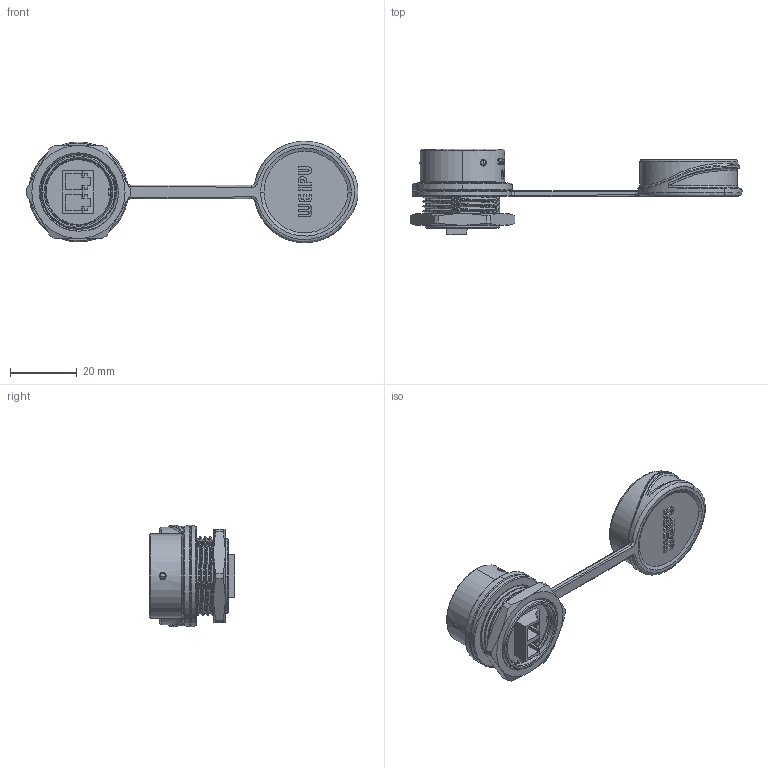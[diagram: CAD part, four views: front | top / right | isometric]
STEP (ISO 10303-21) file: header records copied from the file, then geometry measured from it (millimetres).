
FILE_DESCRIPTION((''),'2;1');
FILE_NAME('SF2412-RJ45_ASM_14_ASM_2_ASM','2025-07-12T09:42:38',('Administrator'),(''),'CREO PARAMETRIC BY PTC INC, 2018050','CREO PARAMETRIC BY PTC INC, 2018050','');
FILE_SCHEMA(('CONFIG_CONTROL_DESIGN','SHAPE_APPEARANCE_LAYERS_GROUPS'));
Length unit declared in the file: millimetre
Products named in the file (7): SA24-ZI_35_1_1; SA24-ZI_35_2_1; SA24-ZI_35_3_1; SA24-ZI_35_4_1; SF24-ZI_35_ASM_2_ASM; SA24-MH_12_1; SF2412-RJ45_ASM_14_ASM_2_ASM
Assembly tree (6 placements, depth 3):
  SF2412-RJ45_ASM_14_ASM_2_ASM
    SF24-ZI_35_ASM_2_ASM
      SA24-ZI_35_1_1
      SA24-ZI_35_2_1
      SA24-ZI_35_3_1
      SA24-ZI_35_4_1
    SA24-MH_12_1
Bounding box: 99.75 x 25.8 x 30.5 mm (x, y, z)
Volume: 13450.7 mm3; surface area: 10921.7 mm2
Topology: 5 solids, 5 shells, 767 faces, 2113 edges, 1384 vertices
Faces by surface type: plane 499, cylinder 123, bspline 52, cone 50, torus 25, sphere 12, extrusion 6
Entity records: 31265 total; most frequent: CARTESIAN_POINT 12534, ORIENTED_EDGE 4198, DIRECTION 3430, EDGE_CURVE 2099, VERTEX_POINT 1384, AXIS2_PLACEMENT_3D 1215, VECTOR 1000, LINE 994
